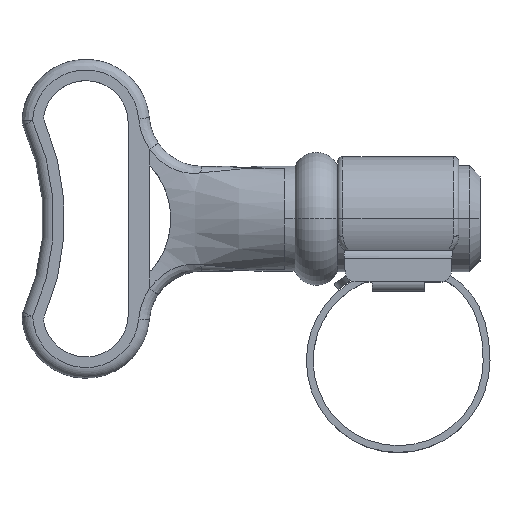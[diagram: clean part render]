
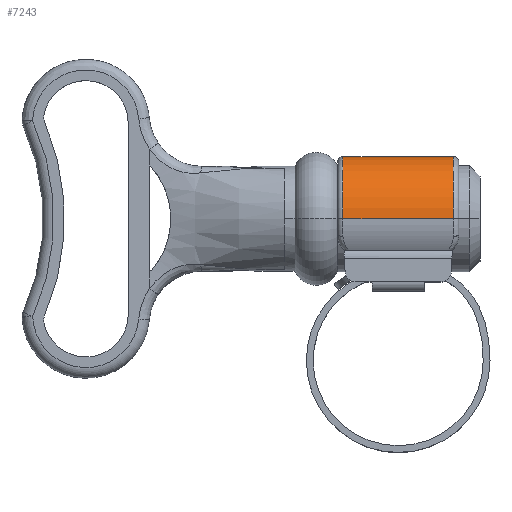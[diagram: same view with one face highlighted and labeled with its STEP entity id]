
A CAD part, top view. The second image highlights one B-rep face of the part: STEP entity #7243.
In plain terms, the highlighted cylindrical face has radius 5.85 mm (diameter 11.7 mm), a partial arc.
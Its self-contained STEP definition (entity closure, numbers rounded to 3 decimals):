
#77 = VERTEX_POINT ( 'NONE', #7524 ) ;
#153 = DIRECTION ( 'NONE',  ( 1., 0., 0. ) ) ;
#752 = ORIENTED_EDGE ( 'NONE', *, *, #8941, .F. ) ;
#1790 = DIRECTION ( 'NONE',  ( 0., 0., 1. ) ) ;
#2277 = EDGE_LOOP ( 'NONE', ( #4088, #2505, #6460, #752 ) ) ;
#2505 = ORIENTED_EDGE ( 'NONE', *, *, #4610, .T. ) ;
#2723 = AXIS2_PLACEMENT_3D ( 'NONE', #7758, #3897, #4147 ) ;
#3849 = CARTESIAN_POINT ( 'NONE',  ( -5.2, 13.35, 0. ) ) ;
#3897 = DIRECTION ( 'NONE',  ( -1., 0., 0. ) ) ;
#3978 = VECTOR ( 'NONE', #4339, 1000. ) ;
#4014 = CARTESIAN_POINT ( 'NONE',  ( -5.2, 13.35, 5.85 ) ) ;
#4088 = ORIENTED_EDGE ( 'NONE', *, *, #4466, .T. ) ;
#4147 = DIRECTION ( 'NONE',  ( 0., 0., -1. ) ) ;
#4306 = CYLINDRICAL_SURFACE ( 'NONE', #5475, 5.85 ) ;
#4339 = DIRECTION ( 'NONE',  ( 1., 0., 0. ) ) ;
#4466 = EDGE_CURVE ( 'NONE', #8423, #8086, #8824, .T. ) ;
#4480 = CARTESIAN_POINT ( 'NONE',  ( -5.7, 13.35, 5.85 ) ) ;
#4517 = EDGE_CURVE ( 'NONE', #9303, #77, #6791, .T. ) ;
#4610 = EDGE_CURVE ( 'NONE', #8086, #9303, #8738, .T. ) ;
#4821 = LINE ( 'NONE', #5502, #6437 ) ;
#5475 = AXIS2_PLACEMENT_3D ( 'NONE', #7298, #8896, #8854 ) ;
#5502 = CARTESIAN_POINT ( 'NONE',  ( -5.7, 13.35, -5.85 ) ) ;
#5543 = AXIS2_PLACEMENT_3D ( 'NONE', #3849, #153, #1790 ) ;
#5718 = FACE_OUTER_BOUND ( 'NONE', #2277, .T. ) ;
#6437 = VECTOR ( 'NONE', #8584, 1000. ) ;
#6460 = ORIENTED_EDGE ( 'NONE', *, *, #4517, .T. ) ;
#6473 = CARTESIAN_POINT ( 'NONE',  ( 5.2, 13.35, 5.85 ) ) ;
#6791 = CIRCLE ( 'NONE', #2723, 5.85 ) ;
#7108 = CARTESIAN_POINT ( 'NONE',  ( -5.2, 13.35, -5.85 ) ) ;
#7243 = ADVANCED_FACE ( 'NONE', ( #5718 ), #4306, .T. ) ;
#7298 = CARTESIAN_POINT ( 'NONE',  ( -5.7, 13.35, 0. ) ) ;
#7524 = CARTESIAN_POINT ( 'NONE',  ( 5.2, 13.35, -5.85 ) ) ;
#7758 = CARTESIAN_POINT ( 'NONE',  ( 5.2, 13.35, 0. ) ) ;
#8086 = VERTEX_POINT ( 'NONE', #4014 ) ;
#8423 = VERTEX_POINT ( 'NONE', #7108 ) ;
#8584 = DIRECTION ( 'NONE',  ( 1., 0., 0. ) ) ;
#8738 = LINE ( 'NONE', #4480, #3978 ) ;
#8824 = CIRCLE ( 'NONE', #5543, 5.85 ) ;
#8854 = DIRECTION ( 'NONE',  ( 0., 0., -1. ) ) ;
#8896 = DIRECTION ( 'NONE',  ( 1., 0., 0. ) ) ;
#8941 = EDGE_CURVE ( 'NONE', #8423, #77, #4821, .T. ) ;
#9303 = VERTEX_POINT ( 'NONE', #6473 ) ;
